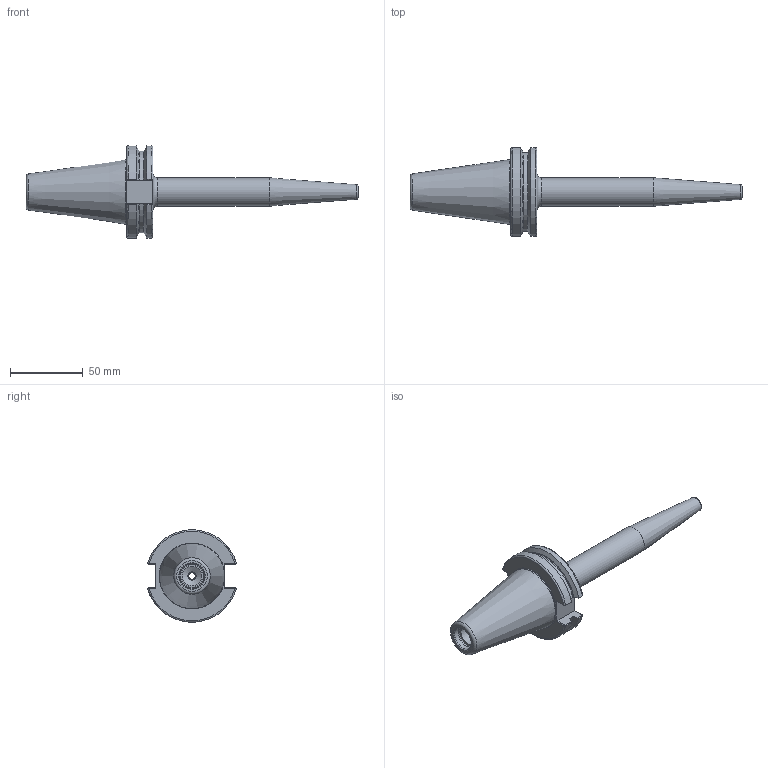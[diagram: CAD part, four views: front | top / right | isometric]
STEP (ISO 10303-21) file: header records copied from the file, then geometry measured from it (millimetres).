
FILE_DESCRIPTION(/* description */ (''),/* implementation_level */ '2;1');
FILE_NAME(/* name */ 'DCAT40-SD018-160.stp',/* time_stamp */ '2019-06-20T14:05:35-05:00',/* author */ ('ldfli'),/* organization */ ('Pioneer N.A.'),/* preprocessor_version */ 'ST-DEVELOPER v18',/* originating_system */ 'Autodesk Inventor LT',/* authorisation */ '');
FILE_SCHEMA (('AUTOMOTIVE_DESIGN { 1 0 10303 214 3 1 1 }'));
Length unit declared in the file: millimetre
Products named in the file (1): DCAT40-SD018-160
Bounding box: 228.25 x 61.14 x 63.31 mm (x, y, z)
Volume: 135673.2 mm3; surface area: 30334.9 mm2
Topology: 1 solids, 1 shells, 88 faces, 244 edges, 161 vertices
Faces by surface type: plane 33, bspline 16, torus 14, cylinder 14, cone 11
Full cylindrical faces by diameter (mm): 4.762 x1, 5.6 x1, 10 x1, 13.386 x1, 16.28 x1, 16.78 x1, 19.6 x1, 44.45 x1
Entity records: 3576 total; most frequent: CARTESIAN_POINT 1366, ORIENTED_EDGE 488, DIRECTION 421, EDGE_CURVE 244, VERTEX_POINT 161, AXIS2_PLACEMENT_3D 160, LINE 101, VECTOR 101
